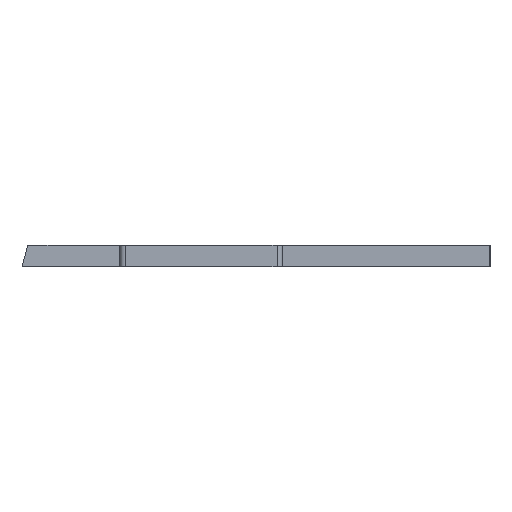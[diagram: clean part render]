
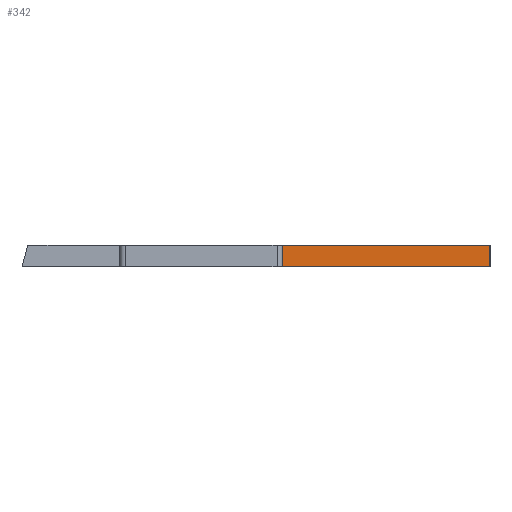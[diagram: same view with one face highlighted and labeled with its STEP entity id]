
A CAD part, left-side view. The second image highlights one B-rep face of the part: STEP entity #342.
In plain terms, the highlighted planar face has unit normal (-1, 0, 0).
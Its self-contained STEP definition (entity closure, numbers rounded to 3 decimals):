
#19 = CARTESIAN_POINT ( 'NONE',  ( -80., 43.125, 4. ) ) ;
#29 = ORIENTED_EDGE ( 'NONE', *, *, #168, .F. ) ;
#83 = CARTESIAN_POINT ( 'NONE',  ( -80., -4.875, 0. ) ) ;
#150 = CARTESIAN_POINT ( 'NONE',  ( -80., 43.125, 0. ) ) ;
#168 = EDGE_CURVE ( 'NONE', #255, #1118, #1247, .T. ) ;
#186 = ORIENTED_EDGE ( 'NONE', *, *, #475, .T. ) ;
#255 = VERTEX_POINT ( 'NONE', #1325 ) ;
#307 = DIRECTION ( 'NONE',  ( 0., 0., 1. ) ) ;
#342 = ADVANCED_FACE ( 'NONE', ( #1010 ), #1045, .F. ) ;
#475 = EDGE_CURVE ( 'NONE', #2083, #823, #1639, .T. ) ;
#491 = EDGE_LOOP ( 'NONE', ( #1125, #186, #1760, #29 ) ) ;
#744 = EDGE_CURVE ( 'NONE', #2083, #255, #1960, .T. ) ;
#751 = EDGE_CURVE ( 'NONE', #1118, #823, #1922, .T. ) ;
#766 = CARTESIAN_POINT ( 'NONE',  ( -80., -4.875, 0. ) ) ;
#823 = VERTEX_POINT ( 'NONE', #2348 ) ;
#1010 = FACE_OUTER_BOUND ( 'NONE', #491, .T. ) ;
#1045 = PLANE ( 'NONE',  #2099 ) ;
#1118 = VERTEX_POINT ( 'NONE', #1453 ) ;
#1125 = ORIENTED_EDGE ( 'NONE', *, *, #744, .F. ) ;
#1238 = VECTOR ( 'NONE', #2236, 1000. ) ;
#1247 = LINE ( 'NONE', #2278, #1238 ) ;
#1301 = DIRECTION ( 'NONE',  ( 0., 1., 0. ) ) ;
#1325 = CARTESIAN_POINT ( 'NONE',  ( -80., -4.875, 4. ) ) ;
#1337 = CARTESIAN_POINT ( 'NONE',  ( -80., -43.125, 4. ) ) ;
#1453 = CARTESIAN_POINT ( 'NONE',  ( -80., -43.125, 4. ) ) ;
#1574 = DIRECTION ( 'NONE',  ( 1., 0., 0. ) ) ;
#1632 = VECTOR ( 'NONE', #1707, 1000. ) ;
#1639 = LINE ( 'NONE', #150, #1632 ) ;
#1707 = DIRECTION ( 'NONE',  ( 0., -1., 0. ) ) ;
#1760 = ORIENTED_EDGE ( 'NONE', *, *, #751, .F. ) ;
#1908 = VECTOR ( 'NONE', #1990, 1000. ) ;
#1922 = LINE ( 'NONE', #1337, #1908 ) ;
#1925 = VECTOR ( 'NONE', #307, 1000. ) ;
#1960 = LINE ( 'NONE', #83, #1925 ) ;
#1990 = DIRECTION ( 'NONE',  ( 0., 0., -1. ) ) ;
#2083 = VERTEX_POINT ( 'NONE', #766 ) ;
#2099 = AXIS2_PLACEMENT_3D ( 'NONE', #19, #1574, #1301 ) ;
#2236 = DIRECTION ( 'NONE',  ( 0., -1., 0. ) ) ;
#2278 = CARTESIAN_POINT ( 'NONE',  ( -80., 43.125, 4. ) ) ;
#2348 = CARTESIAN_POINT ( 'NONE',  ( -80., -43.125, 0. ) ) ;
